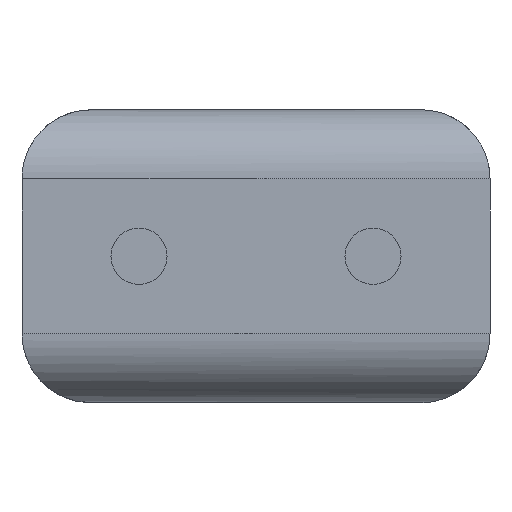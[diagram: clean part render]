
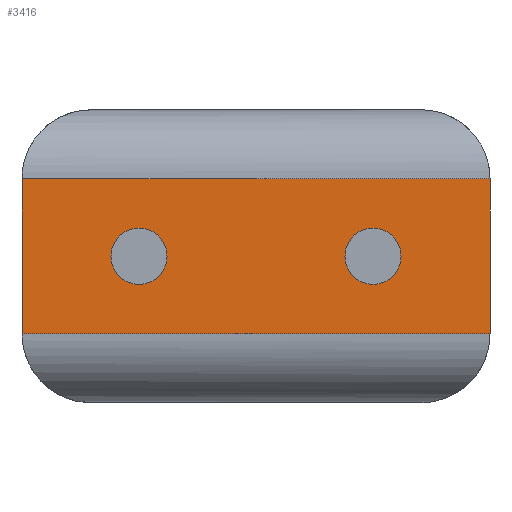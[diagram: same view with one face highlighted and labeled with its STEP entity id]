
A CAD part, front view. The second image highlights one B-rep face of the part: STEP entity #3416.
In plain terms, the highlighted planar face has unit normal (0, -1, 0).
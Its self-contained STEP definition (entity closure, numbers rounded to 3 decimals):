
#6 = DIRECTION ( 'NONE',  ( -1., 0., 0. ) ) ;
#14 = EDGE_LOOP ( 'NONE', ( #1768, #1736, #1372, #91 ) ) ;
#20 = CARTESIAN_POINT ( 'NONE',  ( 0., 0., 2.43 ) ) ;
#29 = EDGE_CURVE ( 'NONE', #408, #331, #580, .T. ) ;
#91 = ORIENTED_EDGE ( 'NONE', *, *, #1821, .T. ) ;
#119 = VECTOR ( 'NONE', #1204, 1000. ) ;
#160 = AXIS2_PLACEMENT_3D ( 'NONE', #1655, #1938, #3335 ) ;
#331 = VERTEX_POINT ( 'NONE', #514 ) ;
#405 = VERTEX_POINT ( 'NONE', #836 ) ;
#408 = VERTEX_POINT ( 'NONE', #1680 ) ;
#413 = VERTEX_POINT ( 'NONE', #1705 ) ;
#514 = CARTESIAN_POINT ( 'NONE',  ( -1.575, 0., 1.59 ) ) ;
#524 = CIRCLE ( 'NONE', #1349, 0.305 ) ;
#560 = VERTEX_POINT ( 'NONE', #2767 ) ;
#567 = CARTESIAN_POINT ( 'NONE',  ( 0., 0., 3.18 ) ) ;
#580 = CIRCLE ( 'NONE', #2701, 0.305 ) ;
#601 = DIRECTION ( 'NONE',  ( 1., 0., 0. ) ) ;
#626 = CARTESIAN_POINT ( 'NONE',  ( -1.27, 0., 1.59 ) ) ;
#714 = LINE ( 'NONE', #1049, #3668 ) ;
#724 = DIRECTION ( 'NONE',  ( -1., 0., 0. ) ) ;
#758 = LINE ( 'NONE', #567, #1887 ) ;
#811 = CARTESIAN_POINT ( 'NONE',  ( 0., 0., 3.18 ) ) ;
#836 = CARTESIAN_POINT ( 'NONE',  ( -4.115, 0., 1.59 ) ) ;
#919 = VERTEX_POINT ( 'NONE', #1849 ) ;
#1049 = CARTESIAN_POINT ( 'NONE',  ( 0., 0., 2.43 ) ) ;
#1055 = FACE_OUTER_BOUND ( 'NONE', #14, .T. ) ;
#1081 = DIRECTION ( 'NONE',  ( 0., 1., 0. ) ) ;
#1150 = FACE_BOUND ( 'NONE', #3446, .T. ) ;
#1157 = DIRECTION ( 'NONE',  ( 0., 0., -1. ) ) ;
#1197 = AXIS2_PLACEMENT_3D ( 'NONE', #811, #1081, #1944 ) ;
#1204 = DIRECTION ( 'NONE',  ( 0., 0., -1. ) ) ;
#1349 = AXIS2_PLACEMENT_3D ( 'NONE', #2483, #3648, #3353 ) ;
#1372 = ORIENTED_EDGE ( 'NONE', *, *, #2540, .T. ) ;
#1423 = EDGE_CURVE ( 'NONE', #331, #408, #3500, .T. ) ;
#1653 = FACE_BOUND ( 'NONE', #1945, .T. ) ;
#1655 = CARTESIAN_POINT ( 'NONE',  ( -3.81, 0., 1.59 ) ) ;
#1660 = CIRCLE ( 'NONE', #160, 0.305 ) ;
#1680 = CARTESIAN_POINT ( 'NONE',  ( -0.965, 0., 1.59 ) ) ;
#1705 = CARTESIAN_POINT ( 'NONE',  ( -3.505, 0., 1.59 ) ) ;
#1736 = ORIENTED_EDGE ( 'NONE', *, *, #2159, .T. ) ;
#1768 = ORIENTED_EDGE ( 'NONE', *, *, #2399, .F. ) ;
#1779 = DIRECTION ( 'NONE',  ( 0., 1., 0. ) ) ;
#1821 = EDGE_CURVE ( 'NONE', #3208, #560, #2482, .T. ) ;
#1849 = CARTESIAN_POINT ( 'NONE',  ( -5.08, 0., 2.43 ) ) ;
#1871 = DIRECTION ( 'NONE',  ( 0., 1., 0. ) ) ;
#1887 = VECTOR ( 'NONE', #1157, 1000. ) ;
#1938 = DIRECTION ( 'NONE',  ( 0., -1., 0. ) ) ;
#1944 = DIRECTION ( 'NONE',  ( -1., 0., 0. ) ) ;
#1945 = EDGE_LOOP ( 'NONE', ( #2077, #3629 ) ) ;
#2025 = CARTESIAN_POINT ( 'NONE',  ( 0., 0., 0.75 ) ) ;
#2051 = EDGE_CURVE ( 'NONE', #405, #413, #1660, .T. ) ;
#2075 = CARTESIAN_POINT ( 'NONE',  ( -5.08, 0., 3.18 ) ) ;
#2077 = ORIENTED_EDGE ( 'NONE', *, *, #2051, .F. ) ;
#2159 = EDGE_CURVE ( 'NONE', #2365, #919, #714, .T. ) ;
#2167 = VECTOR ( 'NONE', #601, 1000. ) ;
#2190 = ORIENTED_EDGE ( 'NONE', *, *, #1423, .T. ) ;
#2238 = LINE ( 'NONE', #2075, #119 ) ;
#2365 = VERTEX_POINT ( 'NONE', #20 ) ;
#2399 = EDGE_CURVE ( 'NONE', #2365, #560, #758, .T. ) ;
#2432 = CARTESIAN_POINT ( 'NONE',  ( -1.27, 0., 1.59 ) ) ;
#2482 = LINE ( 'NONE', #2025, #2167 ) ;
#2483 = CARTESIAN_POINT ( 'NONE',  ( -3.81, 0., 1.59 ) ) ;
#2540 = EDGE_CURVE ( 'NONE', #919, #3208, #2238, .T. ) ;
#2701 = AXIS2_PLACEMENT_3D ( 'NONE', #626, #1779, #6 ) ;
#2707 = AXIS2_PLACEMENT_3D ( 'NONE', #2432, #1871, #724 ) ;
#2767 = CARTESIAN_POINT ( 'NONE',  ( 0., 0., 0.75 ) ) ;
#3208 = VERTEX_POINT ( 'NONE', #3582 ) ;
#3218 = ORIENTED_EDGE ( 'NONE', *, *, #29, .T. ) ;
#3316 = EDGE_CURVE ( 'NONE', #413, #405, #524, .T. ) ;
#3335 = DIRECTION ( 'NONE',  ( -1., 0., 0. ) ) ;
#3353 = DIRECTION ( 'NONE',  ( -1., 0., 0. ) ) ;
#3416 = ADVANCED_FACE ( 'NONE', ( #1150, #1055, #1653 ), #3661, .F. ) ;
#3446 = EDGE_LOOP ( 'NONE', ( #2190, #3218 ) ) ;
#3500 = CIRCLE ( 'NONE', #2707, 0.305 ) ;
#3582 = CARTESIAN_POINT ( 'NONE',  ( -5.08, 0., 0.75 ) ) ;
#3629 = ORIENTED_EDGE ( 'NONE', *, *, #3316, .F. ) ;
#3648 = DIRECTION ( 'NONE',  ( 0., -1., 0. ) ) ;
#3654 = DIRECTION ( 'NONE',  ( -1., 0., 0. ) ) ;
#3661 = PLANE ( 'NONE',  #1197 ) ;
#3668 = VECTOR ( 'NONE', #3654, 1000. ) ;
